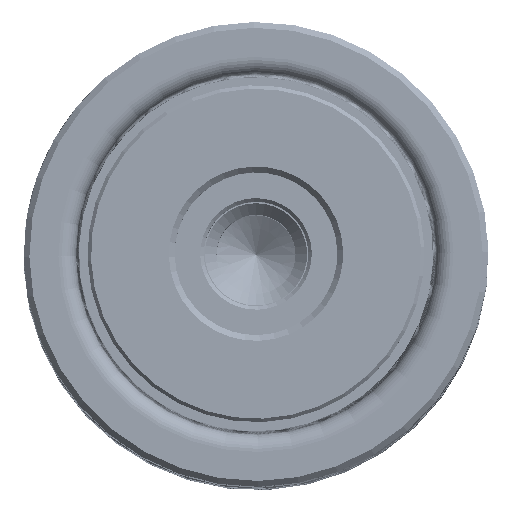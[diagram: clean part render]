
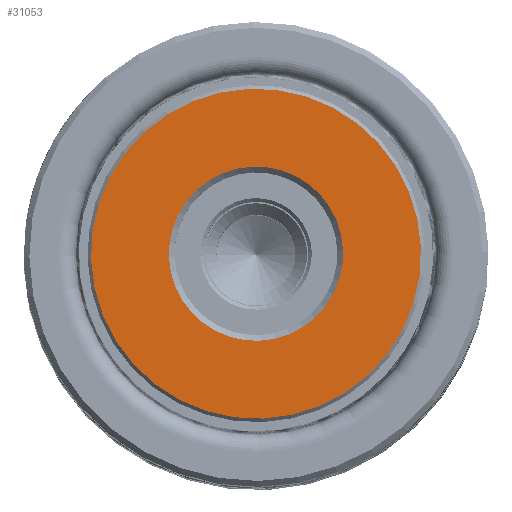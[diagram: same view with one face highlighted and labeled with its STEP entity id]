
A CAD part, top view. The second image highlights one B-rep face of the part: STEP entity #31053.
In plain terms, the highlighted face is planar.
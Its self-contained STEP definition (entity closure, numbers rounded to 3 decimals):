
#259 = VERTEX_POINT ( 'NONE', #36870 ) ;
#1670 = FACE_BOUND ( 'NONE', #37679, .T. ) ;
#2077 = EDGE_CURVE ( 'NONE', #50544, #259, #15999, .T. ) ;
#4559 = CARTESIAN_POINT ( 'NONE',  ( 0., 0., 0. ) ) ;
#4824 = CARTESIAN_POINT ( 'NONE',  ( 0., 0., 0. ) ) ;
#8912 = DIRECTION ( 'NONE',  ( 1., 0., 0. ) ) ;
#9186 = DIRECTION ( 'NONE',  ( 1., 0., 0. ) ) ;
#9304 = DIRECTION ( 'NONE',  ( 0., 0., 1. ) ) ;
#10932 = VERTEX_POINT ( 'NONE', #47115 ) ;
#12575 = AXIS2_PLACEMENT_3D ( 'NONE', #35080, #9304, #39456 ) ;
#13160 = FACE_OUTER_BOUND ( 'NONE', #26483, .T. ) ;
#13471 = ORIENTED_EDGE ( 'NONE', *, *, #2077, .T. ) ;
#15999 = CIRCLE ( 'NONE', #42073, 14.2 ) ;
#17190 = ORIENTED_EDGE ( 'NONE', *, *, #29006, .T. ) ;
#17819 = CARTESIAN_POINT ( 'NONE',  ( -7.5, 0., 0. ) ) ;
#18009 = AXIS2_PLACEMENT_3D ( 'NONE', #44244, #18440, #48564 ) ;
#18073 = PLANE ( 'NONE',  #18009 ) ;
#18440 = DIRECTION ( 'NONE',  ( 0., 0., 1. ) ) ;
#19629 = EDGE_CURVE ( 'NONE', #259, #50544, #54000, .T. ) ;
#19961 = CIRCLE ( 'NONE', #12575, 7.5 ) ;
#20476 = ORIENTED_EDGE ( 'NONE', *, *, #19629, .T. ) ;
#25348 = DIRECTION ( 'NONE',  ( 0., 0., 1. ) ) ;
#26207 = AXIS2_PLACEMENT_3D ( 'NONE', #4559, #34691, #8912 ) ;
#26483 = EDGE_LOOP ( 'NONE', ( #20476, #13471 ) ) ;
#29006 = EDGE_CURVE ( 'NONE', #44224, #10932, #19961, .T. ) ;
#31053 = ADVANCED_FACE ( 'NONE', ( #13160, #1670 ), #18073, .F. ) ;
#34691 = DIRECTION ( 'NONE',  ( 0., 0., -1. ) ) ;
#34961 = DIRECTION ( 'NONE',  ( 0., 0., -1. ) ) ;
#35074 = CARTESIAN_POINT ( 'NONE',  ( -14.2, 0., 0. ) ) ;
#35080 = CARTESIAN_POINT ( 'NONE',  ( 0., 0., 0. ) ) ;
#36530 = EDGE_CURVE ( 'NONE', #10932, #44224, #50568, .T. ) ;
#36870 = CARTESIAN_POINT ( 'NONE',  ( 14.2, 0., 0. ) ) ;
#37679 = EDGE_LOOP ( 'NONE', ( #17190, #41491 ) ) ;
#39456 = DIRECTION ( 'NONE',  ( 1., 0., 0. ) ) ;
#41491 = ORIENTED_EDGE ( 'NONE', *, *, #36530, .T. ) ;
#42073 = AXIS2_PLACEMENT_3D ( 'NONE', #4824, #34961, #9186 ) ;
#44224 = VERTEX_POINT ( 'NONE', #17819 ) ;
#44244 = CARTESIAN_POINT ( 'NONE',  ( 0., 0., 0. ) ) ;
#47115 = CARTESIAN_POINT ( 'NONE',  ( 7.5, 0., 0. ) ) ;
#48564 = DIRECTION ( 'NONE',  ( 1., 0., 0. ) ) ;
#50544 = VERTEX_POINT ( 'NONE', #35074 ) ;
#50568 = CIRCLE ( 'NONE', #53468, 7.5 ) ;
#51142 = CARTESIAN_POINT ( 'NONE',  ( 0., 0., 0. ) ) ;
#53468 = AXIS2_PLACEMENT_3D ( 'NONE', #51142, #25348, #55432 ) ;
#54000 = CIRCLE ( 'NONE', #26207, 14.2 ) ;
#55432 = DIRECTION ( 'NONE',  ( 1., 0., 0. ) ) ;
